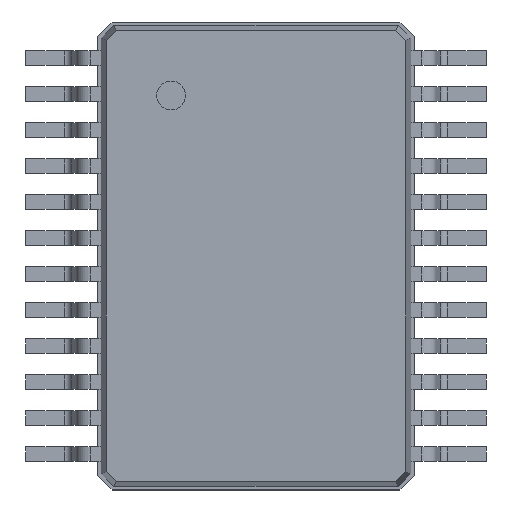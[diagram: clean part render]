
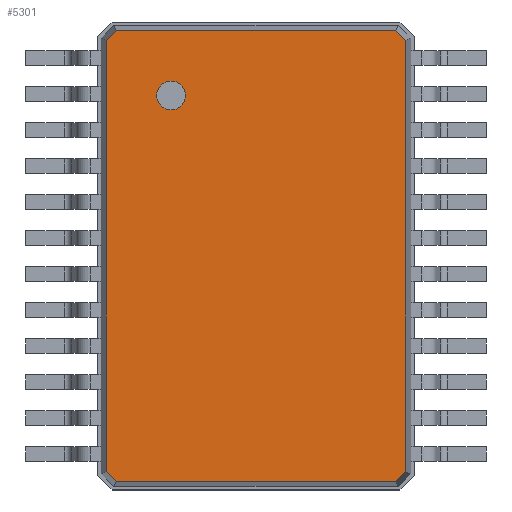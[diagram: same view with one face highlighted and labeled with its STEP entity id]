
A CAD part, top view. The second image highlights one B-rep face of the part: STEP entity #5301.
In plain terms, the highlighted planar face has unit normal (0, 0, 1).
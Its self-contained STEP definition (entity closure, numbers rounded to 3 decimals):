
#13=DIRECTION('',(0.,0.,1.));
#27=VECTOR('',#28,1.);
#28=DIRECTION('',(1.,0.,0.));
#51=VECTOR('',#52,1.);
#52=DIRECTION('',(0.707,-0.707,0.));
#58=VECTOR('',#59,1.);
#59=DIRECTION('',(0.,-1.,0.));
#65=VECTOR('',#66,1.);
#66=DIRECTION('',(-0.707,-0.707,0.));
#72=VECTOR('',#73,1.);
#73=DIRECTION('',(-1.,0.,0.));
#79=VECTOR('',#80,1.);
#80=DIRECTION('',(-0.707,0.707,0.));
#86=VECTOR('',#87,1.);
#87=DIRECTION('',(0.,1.,0.));
#91=VECTOR('',#92,1.);
#92=DIRECTION('',(0.707,0.707,0.));
#1608=VERTEX_POINT('',#1609);
#1609=CARTESIAN_POINT('',(-2.079,2.989,1.2));
#1611=ORIENTED_EDGE('',*,*,#1612,.F.);
#1612=EDGE_CURVE('',#1613,#1608,#1615,.T.);
#1613=VERTEX_POINT('',#1614);
#1614=CARTESIAN_POINT('',(-2.079,-2.989,1.2));
#1615=LINE('',#1614,#86);
#1626=VERTEX_POINT('',#1627);
#1627=CARTESIAN_POINT('',(-1.939,3.129,1.2));
#1629=ORIENTED_EDGE('',*,*,#1630,.F.);
#1630=EDGE_CURVE('',#1608,#1626,#1631,.T.);
#1631=LINE('',#1609,#91);
#1640=VERTEX_POINT('',#1641);
#1641=CARTESIAN_POINT('',(1.939,3.129,1.2));
#1643=ORIENTED_EDGE('',*,*,#1644,.F.);
#1644=EDGE_CURVE('',#1626,#1640,#1645,.T.);
#1645=LINE('',#1627,#27);
#1654=VERTEX_POINT('',#1655);
#1655=CARTESIAN_POINT('',(2.079,2.989,1.2));
#1657=ORIENTED_EDGE('',*,*,#1658,.F.);
#1658=EDGE_CURVE('',#1640,#1654,#1659,.T.);
#1659=LINE('',#1641,#51);
#1764=VERTEX_POINT('',#1765);
#1765=CARTESIAN_POINT('',(2.079,-2.989,1.2));
#1767=ORIENTED_EDGE('',*,*,#1768,.F.);
#1768=EDGE_CURVE('',#1654,#1764,#1769,.T.);
#1769=LINE('',#1655,#58);
#5301=ADVANCED_FACE('',(#5302,#5317),#5327,.T.);
#5302=FACE_BOUND('',#5303,.T.);
#5303=EDGE_LOOP('',(#1643,#1629,#1611,#5304,#5309,#5314,#1767,#1657));
#5304=ORIENTED_EDGE('',*,*,#5305,.F.);
#5305=EDGE_CURVE('',#5306,#1613,#5308,.T.);
#5306=VERTEX_POINT('',#5307);
#5307=CARTESIAN_POINT('',(-1.939,-3.129,1.2));
#5308=LINE('',#5307,#79);
#5309=ORIENTED_EDGE('',*,*,#5310,.F.);
#5310=EDGE_CURVE('',#5311,#5306,#5313,.T.);
#5311=VERTEX_POINT('',#5312);
#5312=CARTESIAN_POINT('',(1.939,-3.129,1.2));
#5313=LINE('',#5312,#72);
#5314=ORIENTED_EDGE('',*,*,#5315,.F.);
#5315=EDGE_CURVE('',#1764,#5311,#5316,.T.);
#5316=LINE('',#1765,#65);
#5317=FACE_BOUND('',#5318,.T.);
#5318=EDGE_LOOP('',(#5319));
#5319=ORIENTED_EDGE('',*,*,#5320,.T.);
#5320=EDGE_CURVE('',#5321,#5321,#5323,.T.);
#5321=VERTEX_POINT('',#5322);
#5322=CARTESIAN_POINT('',(-1.179,2.029,1.2));
#5323=CIRCLE('',#5324,0.2);
#5324=AXIS2_PLACEMENT_3D('',#5325,#5326,#59);
#5325=CARTESIAN_POINT('',(-1.179,2.229,1.2));
#5326=DIRECTION('',(0.,-0.,-1.));
#5327=PLANE('',#5328);
#5328=AXIS2_PLACEMENT_3D('',#1627,#13,#5329);
#5329=DIRECTION('',(0.527,-0.85,0.));
